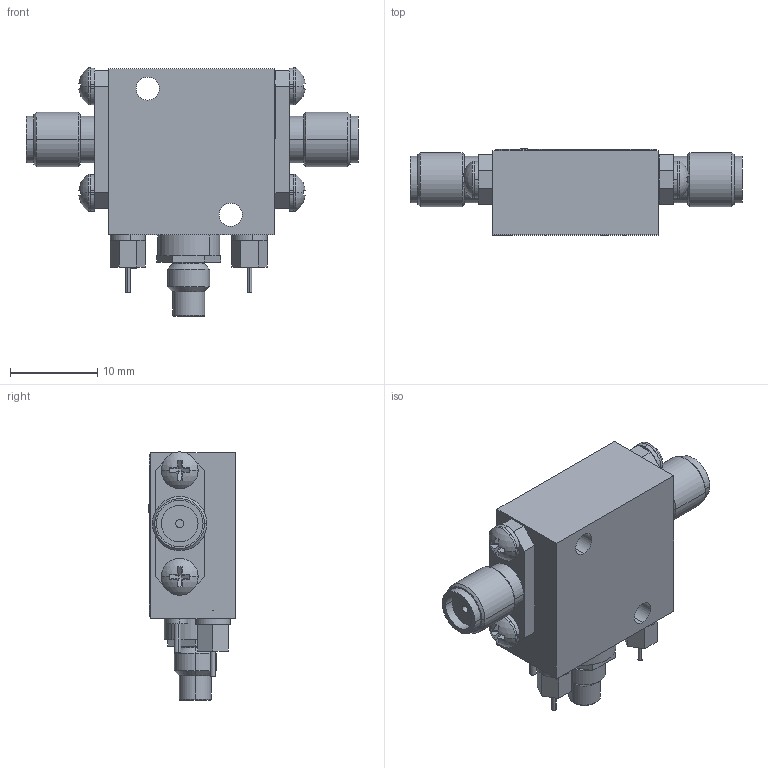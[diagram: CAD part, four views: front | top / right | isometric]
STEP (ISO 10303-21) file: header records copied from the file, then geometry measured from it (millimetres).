
FILE_DESCRIPTION (( 'STEP AP214' ), '1' );
FILE_NAME ('3D OL F9114A-214.STEP', '2025-09-08T06:16:12', ( '' ), ( '' ), 'SwSTEP 2.0', 'SolidWorks 2024', '' );
FILE_SCHEMA (( 'AUTOMOTIVE_DESIGN' ));
Length unit declared in the file: inch
Products named in the file (7): Copy of gnd^3D OL F9114A-214; Copy of kon^3D OL F9114A-214; Copy of NNAMEPLATE^3D OL F9114A-214; Copy of 1234^3D OL F9114A-214; Copy of 3D F114A^3D OL F9114A-214; Copy of 1356901NN^3D OL F9114A-214; 3D OL F9114A-214
Assembly tree (8 placements, depth 2):
  3D OL F9114A-214
    Copy of 3D F114A^3D OL F9114A-214
    Copy of NNAMEPLATE^3D OL F9114A-214
    Copy of kon^3D OL F9114A-214  x2
    Copy of 1234^3D OL F9114A-214  x2
    Copy of 1356901NN^3D OL F9114A-214
    Copy of gnd^3D OL F9114A-214
Bounding box: 38.1 x 9.88 x 28.5 mm (x, y, z)
Volume: 4572 mm3; surface area: 4155.9 mm2
Topology: 19 solids, 19 shells, 1530 faces, 3986 edges, 2642 vertices
Faces by surface type: plane 879, bspline 448, cylinder 173, cone 18, sphere 8, torus 4
Entity records: 55551 total; most frequent: CARTESIAN_POINT 22976, ORIENTED_EDGE 7452, DIRECTION 5091, EDGE_CURVE 3726, VECTOR 2501, LINE 2501, VERTEX_POINT 2474, EDGE_LOOP 1570
